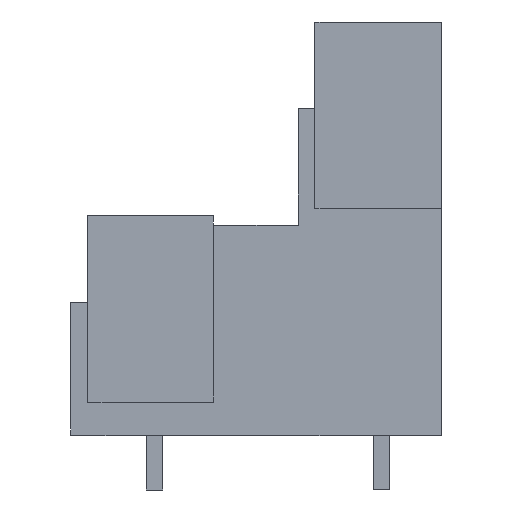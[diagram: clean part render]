
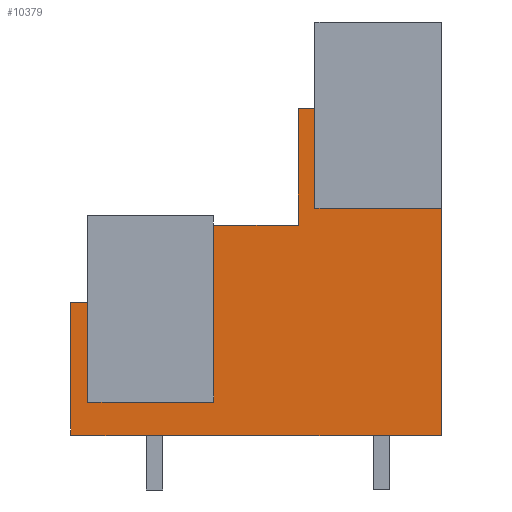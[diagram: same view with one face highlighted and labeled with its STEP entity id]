
A CAD part, left-side view. The second image highlights one B-rep face of the part: STEP entity #10379.
In plain terms, the highlighted planar face has unit normal (-1, 0, 0).
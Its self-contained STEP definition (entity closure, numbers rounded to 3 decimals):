
#10348=AXIS2_PLACEMENT_3D('Plane Axis2P3D',#10345,#10346,#10347) ;
#2896=CARTESIAN_POINT('Vertex',(3.45,7.5,22.6)) ;
#2899=CARTESIAN_POINT('Line Origine',(3.45,7.5,19.65)) ;
#2903=CARTESIAN_POINT('Vertex',(3.45,7.5,16.7)) ;
#3813=CARTESIAN_POINT('Vertex',(3.45,8.5,22.6)) ;
#3816=CARTESIAN_POINT('Line Origine',(3.45,8.,22.6)) ;
#3844=CARTESIAN_POINT('Vertex',(3.45,8.5,15.7)) ;
#3847=CARTESIAN_POINT('Line Origine',(3.45,8.5,19.15)) ;
#3903=CARTESIAN_POINT('Vertex',(3.45,13.5,15.7)) ;
#3906=CARTESIAN_POINT('Line Origine',(3.45,11.,15.7)) ;
#7459=CARTESIAN_POINT('Vertex',(3.45,20.975,11.1)) ;
#7462=CARTESIAN_POINT('Line Origine',(3.45,20.975,8.15)) ;
#7466=CARTESIAN_POINT('Vertex',(3.45,20.975,5.2)) ;
#8367=CARTESIAN_POINT('Vertex',(3.45,22.,11.1)) ;
#8370=CARTESIAN_POINT('Line Origine',(3.45,21.488,11.1)) ;
#8559=CARTESIAN_POINT('Vertex',(3.45,22.,3.2)) ;
#8562=CARTESIAN_POINT('Line Origine',(3.45,22.,3.4)) ;
#8566=CARTESIAN_POINT('Vertex',(3.45,22.,3.6)) ;
#8569=CARTESIAN_POINT('Line Origine',(3.45,22.,7.35)) ;
#9071=CARTESIAN_POINT('Vertex',(3.45,0.,3.2)) ;
#9074=CARTESIAN_POINT('Line Origine',(3.45,7.5,3.2)) ;
#9078=CARTESIAN_POINT('Vertex',(3.45,15.,3.2)) ;
#9081=CARTESIAN_POINT('Line Origine',(3.45,17.,3.2)) ;
#9085=CARTESIAN_POINT('Vertex',(3.45,19.,3.2)) ;
#9088=CARTESIAN_POINT('Line Origine',(3.45,20.5,3.2)) ;
#9252=CARTESIAN_POINT('Vertex',(3.45,0.,16.7)) ;
#9255=CARTESIAN_POINT('Line Origine',(3.45,0.,9.95)) ;
#10333=CARTESIAN_POINT('Line Origine',(3.45,3.75,16.7)) ;
#10345=CARTESIAN_POINT('Axis2P3D Location',(3.45,0.,3.6)) ;
#10350=CARTESIAN_POINT('Line Origine',(3.45,13.5,10.45)) ;
#10354=CARTESIAN_POINT('Vertex',(3.45,13.5,5.2)) ;
#10357=CARTESIAN_POINT('Line Origine',(3.45,17.237,5.2)) ;
#2900=DIRECTION('Vector Direction',(0.,0.,-1.)) ;
#3817=DIRECTION('Vector Direction',(0.,1.,0.)) ;
#3848=DIRECTION('Vector Direction',(0.,0.,-1.)) ;
#3907=DIRECTION('Vector Direction',(0.,1.,0.)) ;
#7463=DIRECTION('Vector Direction',(0.,0.,-1.)) ;
#8371=DIRECTION('Vector Direction',(0.,1.,0.)) ;
#8563=DIRECTION('Vector Direction',(0.,0.,-1.)) ;
#8570=DIRECTION('Vector Direction',(0.,0.,-1.)) ;
#9075=DIRECTION('Vector Direction',(0.,-1.,0.)) ;
#9082=DIRECTION('Vector Direction',(0.,-1.,0.)) ;
#9089=DIRECTION('Vector Direction',(0.,-1.,0.)) ;
#9256=DIRECTION('Vector Direction',(0.,0.,1.)) ;
#10334=DIRECTION('Vector Direction',(0.,-1.,0.)) ;
#10346=DIRECTION('Axis2P3D Direction',(-1.,0.,0.)) ;
#10347=DIRECTION('Axis2P3D XDirection',(0.,0.,-1.)) ;
#10351=DIRECTION('Vector Direction',(0.,0.,-1.)) ;
#10358=DIRECTION('Vector Direction',(0.,-1.,0.)) ;
#2901=VECTOR('Line Direction',#2900,1.) ;
#3818=VECTOR('Line Direction',#3817,1.) ;
#3849=VECTOR('Line Direction',#3848,1.) ;
#3908=VECTOR('Line Direction',#3907,1.) ;
#7464=VECTOR('Line Direction',#7463,1.) ;
#8372=VECTOR('Line Direction',#8371,1.) ;
#8564=VECTOR('Line Direction',#8563,1.) ;
#8571=VECTOR('Line Direction',#8570,1.) ;
#9076=VECTOR('Line Direction',#9075,1.) ;
#9083=VECTOR('Line Direction',#9082,1.) ;
#9090=VECTOR('Line Direction',#9089,1.) ;
#9257=VECTOR('Line Direction',#9256,1.) ;
#10335=VECTOR('Line Direction',#10334,1.) ;
#10352=VECTOR('Line Direction',#10351,1.) ;
#10359=VECTOR('Line Direction',#10358,1.) ;
#10363=ORIENTED_EDGE('',*,*,#9087,.F.) ;
#10364=ORIENTED_EDGE('',*,*,#9080,.T.) ;
#10365=ORIENTED_EDGE('',*,*,#9259,.T.) ;
#10366=ORIENTED_EDGE('',*,*,#10337,.F.) ;
#10367=ORIENTED_EDGE('',*,*,#2905,.F.) ;
#10368=ORIENTED_EDGE('',*,*,#3820,.T.) ;
#10369=ORIENTED_EDGE('',*,*,#3851,.T.) ;
#10370=ORIENTED_EDGE('',*,*,#3910,.T.) ;
#10371=ORIENTED_EDGE('',*,*,#10356,.T.) ;
#10372=ORIENTED_EDGE('',*,*,#10361,.F.) ;
#10373=ORIENTED_EDGE('',*,*,#7468,.F.) ;
#10374=ORIENTED_EDGE('',*,*,#8374,.T.) ;
#10375=ORIENTED_EDGE('',*,*,#8573,.T.) ;
#10376=ORIENTED_EDGE('',*,*,#8568,.F.) ;
#10377=ORIENTED_EDGE('',*,*,#9092,.T.) ;
#10379=ADVANCED_FACE('Housing',(#10378),#10349,.T.) ;
#2905=EDGE_CURVE('',#2897,#2904,#2902,.T.) ;
#3820=EDGE_CURVE('',#2897,#3814,#3819,.T.) ;
#3851=EDGE_CURVE('',#3814,#3845,#3850,.T.) ;
#3910=EDGE_CURVE('',#3845,#3904,#3909,.T.) ;
#7468=EDGE_CURVE('',#7460,#7467,#7465,.T.) ;
#8374=EDGE_CURVE('',#7460,#8368,#8373,.T.) ;
#8568=EDGE_CURVE('',#8560,#8567,#8565,.F.) ;
#8573=EDGE_CURVE('',#8368,#8567,#8572,.T.) ;
#9080=EDGE_CURVE('',#9079,#9072,#9077,.T.) ;
#9087=EDGE_CURVE('',#9079,#9086,#9084,.F.) ;
#9092=EDGE_CURVE('',#8560,#9086,#9091,.T.) ;
#9259=EDGE_CURVE('',#9072,#9253,#9258,.T.) ;
#10337=EDGE_CURVE('',#2904,#9253,#10336,.T.) ;
#10356=EDGE_CURVE('',#3904,#10355,#10353,.T.) ;
#10361=EDGE_CURVE('',#7467,#10355,#10360,.T.) ;
#10362=EDGE_LOOP('',(#10363,#10364,#10365,#10366,#10367,#10368,#10369,#10370,#10371,#10372,#10373,#10374,#10375,#10376,#10377)) ;
#10378=FACE_OUTER_BOUND('',#10362,.T.) ;
#2902=LINE('Line',#2899,#2901) ;
#3819=LINE('Line',#3816,#3818) ;
#3850=LINE('Line',#3847,#3849) ;
#3909=LINE('Line',#3906,#3908) ;
#7465=LINE('Line',#7462,#7464) ;
#8373=LINE('Line',#8370,#8372) ;
#8565=LINE('Line',#8562,#8564) ;
#8572=LINE('Line',#8569,#8571) ;
#9077=LINE('Line',#9074,#9076) ;
#9084=LINE('Line',#9081,#9083) ;
#9091=LINE('Line',#9088,#9090) ;
#9258=LINE('Line',#9255,#9257) ;
#10336=LINE('Line',#10333,#10335) ;
#10353=LINE('Line',#10350,#10352) ;
#10360=LINE('Line',#10357,#10359) ;
#10349=PLANE('',#10348) ;
#2897=VERTEX_POINT('',#2896) ;
#2904=VERTEX_POINT('',#2903) ;
#3814=VERTEX_POINT('',#3813) ;
#3845=VERTEX_POINT('',#3844) ;
#3904=VERTEX_POINT('',#3903) ;
#7460=VERTEX_POINT('',#7459) ;
#7467=VERTEX_POINT('',#7466) ;
#8368=VERTEX_POINT('',#8367) ;
#8560=VERTEX_POINT('',#8559) ;
#8567=VERTEX_POINT('',#8566) ;
#9072=VERTEX_POINT('',#9071) ;
#9079=VERTEX_POINT('',#9078) ;
#9086=VERTEX_POINT('',#9085) ;
#9253=VERTEX_POINT('',#9252) ;
#10355=VERTEX_POINT('',#10354) ;
